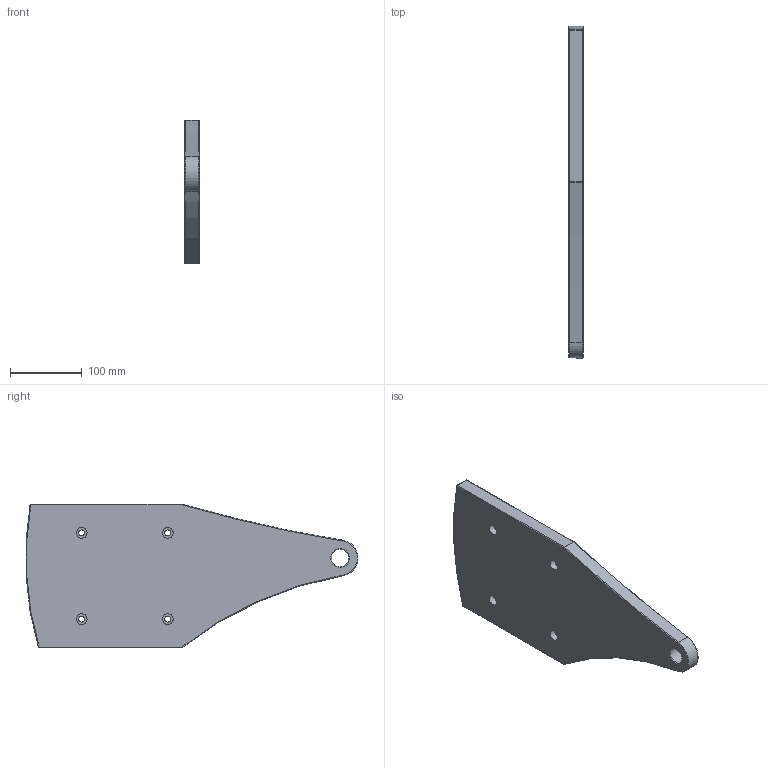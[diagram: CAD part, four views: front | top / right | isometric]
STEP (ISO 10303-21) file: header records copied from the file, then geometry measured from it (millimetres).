
FILE_DESCRIPTION(/* description */ (''),/* implementation_level */ '2;1');
FILE_NAME(/* name */ '02-plate centrev2.step',/* time_stamp */ '2024-03-04T09:34:28+01:00',/* author */ (''),/* organization */ (''),/* preprocessor_version */ 'ST-DEVELOPER v20',/* originating_system */ 'Autodesk Translation Framework v12.20.1.177',/* authorisation */ '');
FILE_SCHEMA (('AUTOMOTIVE_DESIGN { 1 0 10303 214 3 1 1 }'));
Length unit declared in the file: millimetre
Products named in the file (1): 02-plate centre (new)
Bounding box: 20 x 462.45 x 200 mm (x, y, z)
Volume: 1345330.2 mm3; surface area: 163927.6 mm2
Topology: 1 solids, 1 shells, 55 faces, 107 edges, 62 vertices
Faces by surface type: cylinder 25, plane 12, torus 10, sphere 8
Full cylindrical faces by diameter (mm): 8.4 x4, 10.05 x4, 15 x4, 24 x1
Entity records: 1466 total; most frequent: DIRECTION 295, CARTESIAN_POINT 225, ORIENTED_EDGE 214, AXIS2_PLACEMENT_3D 132, EDGE_CURVE 107, CIRCLE 76, EDGE_LOOP 73, VERTEX_POINT 62
